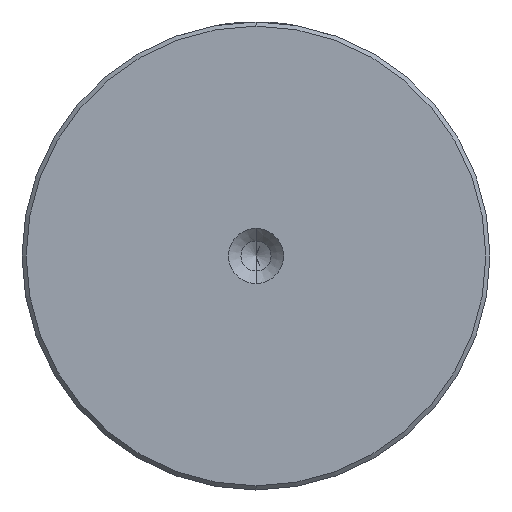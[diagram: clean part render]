
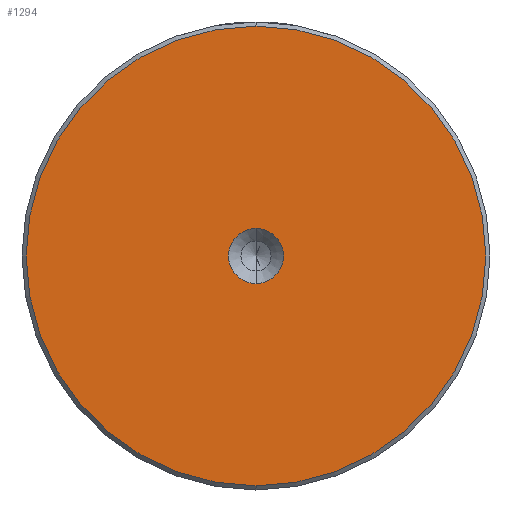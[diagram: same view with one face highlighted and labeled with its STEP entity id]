
A CAD part, left-side view. The second image highlights one B-rep face of the part: STEP entity #1294.
In plain terms, the highlighted planar face has unit normal (-1, 0, 0).
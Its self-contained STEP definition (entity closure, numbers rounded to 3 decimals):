
#9 = CARTESIAN_POINT ( 'NONE',  ( 0., 0., -3.3 ) ) ;
#94 = EDGE_CURVE ( 'NONE', #1682, #309, #1088, .T. ) ;
#95 = CARTESIAN_POINT ( 'NONE',  ( 0., 0., -27.5 ) ) ;
#105 = DIRECTION ( 'NONE',  ( 0., 0., 1. ) ) ;
#125 = DIRECTION ( 'NONE',  ( 0., 0., 1. ) ) ;
#130 = DIRECTION ( 'NONE',  ( -1., 0., 0. ) ) ;
#187 = CARTESIAN_POINT ( 'NONE',  ( 0., 0., 0. ) ) ;
#309 = VERTEX_POINT ( 'NONE', #2100 ) ;
#368 = FACE_BOUND ( 'NONE', #816, .T. ) ;
#444 = DIRECTION ( 'NONE',  ( -1., 0., 0. ) ) ;
#473 = ORIENTED_EDGE ( 'NONE', *, *, #1049, .T. ) ;
#758 = DIRECTION ( 'NONE',  ( -1., 0., 0. ) ) ;
#805 = ORIENTED_EDGE ( 'NONE', *, *, #2015, .F. ) ;
#816 = EDGE_LOOP ( 'NONE', ( #1832, #805 ) ) ;
#825 = FACE_OUTER_BOUND ( 'NONE', #1255, .T. ) ;
#1049 = EDGE_CURVE ( 'NONE', #309, #1682, #1431, .T. ) ;
#1054 = CIRCLE ( 'NONE', #1786, 3.3 ) ;
#1088 = CIRCLE ( 'NONE', #1962, 27.5 ) ;
#1100 = DIRECTION ( 'NONE',  ( -1., 0., 0. ) ) ;
#1179 = AXIS2_PLACEMENT_3D ( 'NONE', #2168, #444, #2256 ) ;
#1255 = EDGE_LOOP ( 'NONE', ( #1919, #473 ) ) ;
#1275 = DIRECTION ( 'NONE',  ( -1., 0., 0. ) ) ;
#1294 = ADVANCED_FACE ( 'NONE', ( #825, #368 ), #1609, .T. ) ;
#1419 = EDGE_CURVE ( 'NONE', #2465, #2323, #1614, .T. ) ;
#1431 = CIRCLE ( 'NONE', #1494, 27.5 ) ;
#1494 = AXIS2_PLACEMENT_3D ( 'NONE', #2241, #1100, #2424 ) ;
#1609 = PLANE ( 'NONE',  #1179 ) ;
#1614 = CIRCLE ( 'NONE', #2301, 3.3 ) ;
#1627 = CARTESIAN_POINT ( 'NONE',  ( 0., 0., 3.3 ) ) ;
#1682 = VERTEX_POINT ( 'NONE', #95 ) ;
#1786 = AXIS2_PLACEMENT_3D ( 'NONE', #1914, #758, #2111 ) ;
#1832 = ORIENTED_EDGE ( 'NONE', *, *, #1419, .F. ) ;
#1914 = CARTESIAN_POINT ( 'NONE',  ( 0., 0., 0. ) ) ;
#1919 = ORIENTED_EDGE ( 'NONE', *, *, #94, .T. ) ;
#1962 = AXIS2_PLACEMENT_3D ( 'NONE', #187, #130, #125 ) ;
#2015 = EDGE_CURVE ( 'NONE', #2323, #2465, #1054, .T. ) ;
#2100 = CARTESIAN_POINT ( 'NONE',  ( 0., 0., 27.5 ) ) ;
#2111 = DIRECTION ( 'NONE',  ( 0., 0., 1. ) ) ;
#2168 = CARTESIAN_POINT ( 'NONE',  ( 0., 0., 0. ) ) ;
#2241 = CARTESIAN_POINT ( 'NONE',  ( 0., 0., 0. ) ) ;
#2256 = DIRECTION ( 'NONE',  ( 0., 0., 1. ) ) ;
#2301 = AXIS2_PLACEMENT_3D ( 'NONE', #2407, #1275, #105 ) ;
#2323 = VERTEX_POINT ( 'NONE', #9 ) ;
#2407 = CARTESIAN_POINT ( 'NONE',  ( 0., 0., 0. ) ) ;
#2424 = DIRECTION ( 'NONE',  ( 0., 0., 1. ) ) ;
#2465 = VERTEX_POINT ( 'NONE', #1627 ) ;
